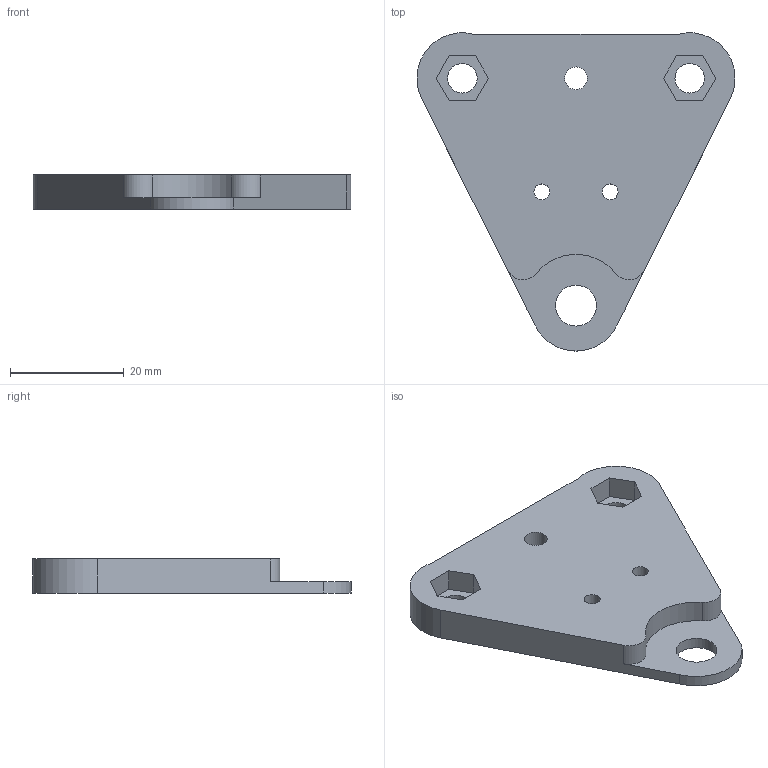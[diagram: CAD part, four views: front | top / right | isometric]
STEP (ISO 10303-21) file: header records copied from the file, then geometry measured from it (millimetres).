
FILE_DESCRIPTION(('FreeCAD Model'),'2;1');
FILE_NAME('extruder-plate-x1.step', '2021-05-23T14:13:35',('Author'),(''), 'Open CASCADE STEP processor 7.3','FreeCAD','Unknown');
FILE_SCHEMA(('AUTOMOTIVE_DESIGN { 1 0 10303 214 1 1 1 1 }'));
Length unit declared in the file: millimetre
Products named in the file (1): carriage-plate
Bounding box: 55.95 x 55.98 x 6 mm (x, y, z)
Volume: 10423.4 mm3; surface area: 5381.9 mm2
Topology: 1 solids, 1 shells, 32 faces, 86 edges, 58 vertices
Faces by surface type: plane 20, cylinder 12
Full cylindrical faces by diameter (mm): 2.8 x2, 4 x1, 5.2 x2, 7.2 x1
Entity records: 2181 total; most frequent: CARTESIAN_POINT 441, DIRECTION 310, LINE 180, VECTOR 180, ORIENTED_EDGE 172, PCURVE 172, DEFINITIONAL_REPRESENTATION 172, EDGE_CURVE 86
